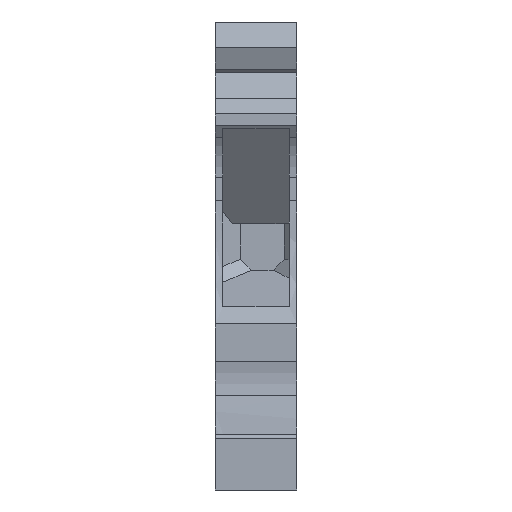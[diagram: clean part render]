
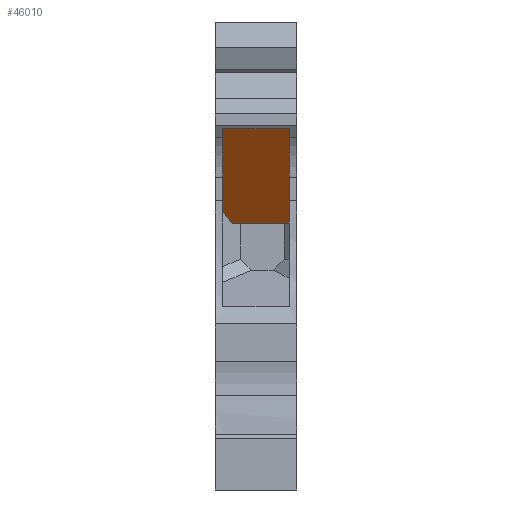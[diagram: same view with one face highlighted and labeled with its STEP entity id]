
A CAD part, front view. The second image highlights one B-rep face of the part: STEP entity #46010.
In plain terms, the highlighted face is planar.
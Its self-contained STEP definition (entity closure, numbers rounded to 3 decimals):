
#40910=CARTESIAN_POINT('',(-23.705,29.322,
-0.75));
#40920=VERTEX_POINT('',#40910);
#40950=CARTESIAN_POINT('',(-23.705,29.322,
0.));
#40960=DIRECTION('',(0.,0.,1.));
#40970=VECTOR('',#40960,1.);
#40980=LINE('',#40950,#40970);
#40990=CARTESIAN_POINT('',(-23.705,29.322,
-7.4));
#41000=VERTEX_POINT('',#40990);
#41010=EDGE_CURVE('',#41000,#40920,#40980,.T.);
#41650=CARTESIAN_POINT('',(-7.501,8.379,
-7.4));
#41660=DIRECTION('',(-0.612,0.791,0.));
#41670=VECTOR('',#41660,1.);
#41680=LINE('',#41650,#41670);
#41690=CARTESIAN_POINT('',(-17.3,21.044,
-7.4));
#41700=VERTEX_POINT('',#41690);
#41710=EDGE_CURVE('',#41700,#41000,#41680,.T.);
#42710=CARTESIAN_POINT('',(-7.501,8.379,
-0.75));
#42720=DIRECTION('',(-0.612,0.791,0.));
#42730=VECTOR('',#42720,1.);
#42740=LINE('',#42710,#42730);
#42750=CARTESIAN_POINT('',(-16.45,19.945,
-0.75));
#42760=VERTEX_POINT('',#42750);
#42770=EDGE_CURVE('',#42760,#40920,#42740,.T.);
#45690=CARTESIAN_POINT('',(-25.855,32.101,
-7.4));
#45700=DIRECTION('',(0.791,0.612,0.));
#45710=DIRECTION('',(0.612,-0.791,0.));
#45720=AXIS2_PLACEMENT_3D('',#45690,#45700,#45710);
#45730=PLANE('',#45720);
#45740=CARTESIAN_POINT('',(-16.35,19.816,
0.));
#45750=DIRECTION('',(0.,0.,-1.));
#45760=VECTOR('',#45750,1.);
#45770=LINE('',#45740,#45760);
#45780=CARTESIAN_POINT('',(-16.35,19.816,
-0.85));
#45790=VERTEX_POINT('',#45780);
#45800=CARTESIAN_POINT('',(-16.35,19.816,
-6.45));
#45810=VERTEX_POINT('',#45800);
#45820=EDGE_CURVE('',#45790,#45810,#45770,.T.);
#45830=ORIENTED_EDGE('',*,*,#45820,.F.);
#45840=CARTESIAN_POINT('',(-1.482,0.6,
8.418));
#45850=DIRECTION('',(-0.522,0.675,
-0.522));
#45860=VECTOR('',#45850,1.);
#45870=LINE('',#45840,#45860);
#45880=EDGE_CURVE('',#45810,#41700,#45870,.T.);
#45890=ORIENTED_EDGE('',*,*,#45880,.F.);
#45900=ORIENTED_EDGE('',*,*,#41710,.F.);
#45910=ORIENTED_EDGE('',*,*,#41010,.F.);
#45920=ORIENTED_EDGE('',*,*,#42770,.T.);
#45930=CARTESIAN_POINT('',(-1.482,0.6,
-15.718));
#45940=DIRECTION('',(0.522,-0.675,
-0.522));
#45950=VECTOR('',#45940,1.);
#45960=LINE('',#45930,#45950);
#45970=EDGE_CURVE('',#42760,#45790,#45960,.T.);
#45980=ORIENTED_EDGE('',*,*,#45970,.F.);
#45990=EDGE_LOOP('',(#45980,#45920,#45910,#45900,#45890,#45830));
#46000=FACE_OUTER_BOUND('',#45990,.T.);
#46010=ADVANCED_FACE('',(#46000),#45730,.F.);
